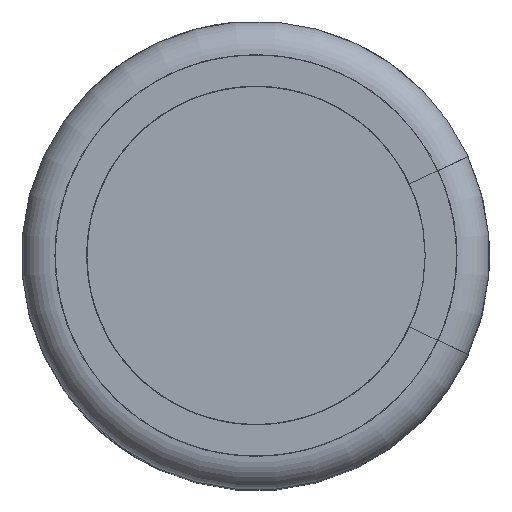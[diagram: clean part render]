
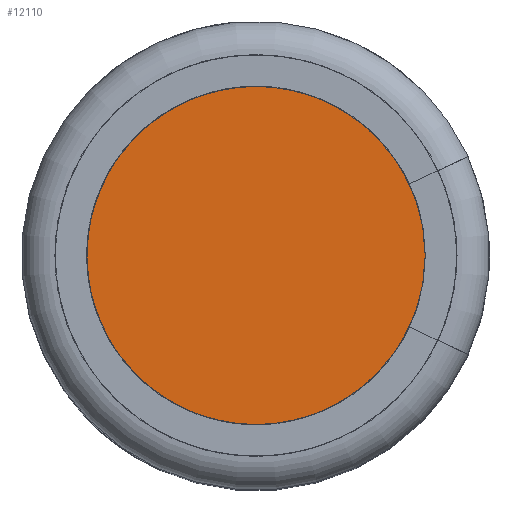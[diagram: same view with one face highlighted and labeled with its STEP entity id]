
A CAD part, top view. The second image highlights one B-rep face of the part: STEP entity #12110.
In plain terms, the highlighted planar face has unit normal (0, 0, 1).
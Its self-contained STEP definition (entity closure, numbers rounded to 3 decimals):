
#1787=PLANE('',#12956);
#2090=CIRCLE('',#12955,2.702);
#4544=ORIENTED_EDGE('',*,*,#5783,.F.);
#5783=EDGE_CURVE('',#6624,#6624,#2090,.T.);
#6624=VERTEX_POINT('',#22861);
#7419=EDGE_LOOP('',(#4544));
#8035=FACE_BOUND('',#7419,.T.);
#12110=ADVANCED_FACE('',(#8035),#1787,.T.);
#12955=AXIS2_PLACEMENT_3D('',#22860,#15258,#15259);
#12956=AXIS2_PLACEMENT_3D('',#22862,#15260,#15261);
#15258=DIRECTION('',(0.,0.,-1.));
#15259=DIRECTION('',(-1.,0.,0.));
#15260=DIRECTION('',(0.,0.,1.));
#15261=DIRECTION('',(1.,0.,0.));
#22860=CARTESIAN_POINT('',(0.,0.,8.));
#22861=CARTESIAN_POINT('',(-2.702,0.,8.));
#22862=CARTESIAN_POINT('',(-2.702,0.,8.));
